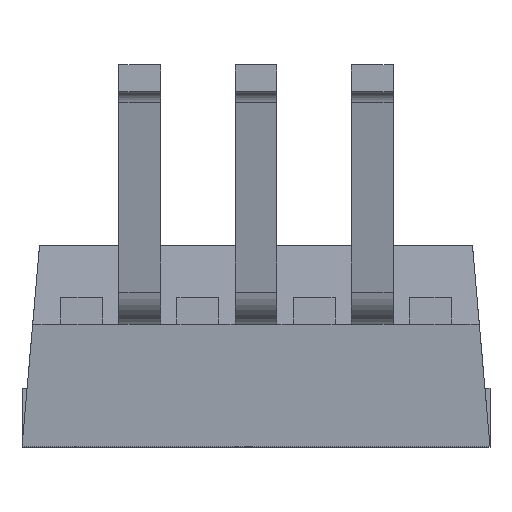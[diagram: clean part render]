
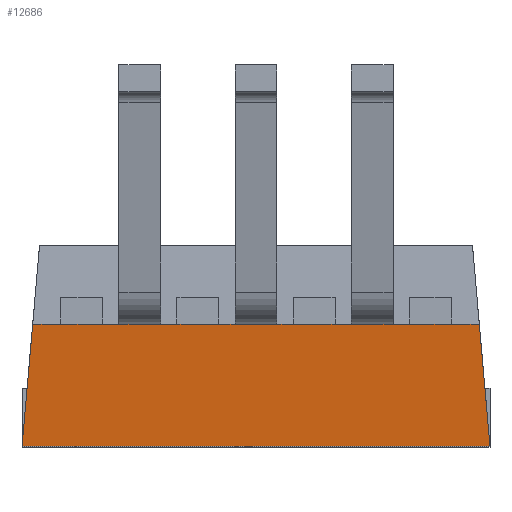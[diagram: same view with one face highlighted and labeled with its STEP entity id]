
A CAD part, front view. The second image highlights one B-rep face of the part: STEP entity #12686.
In plain terms, the highlighted planar face has unit normal (0, -0.996, -0.087).
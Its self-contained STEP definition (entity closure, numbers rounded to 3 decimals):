
#1321 = VECTOR ( 'NONE', #26913, 1000. ) ;
#1367 = EDGE_CURVE ( 'NONE', #8096, #11122, #14655, .T. ) ;
#1598 = CARTESIAN_POINT ( 'NONE',  ( 5.537, 1., -0.292 ) ) ;
#1601 = DIRECTION ( 'NONE',  ( 1., 0., 0. ) ) ;
#1664 = DIRECTION ( 'NONE',  ( 1., 0., 0. ) ) ;
#2342 = LINE ( 'NONE', #14629, #35948 ) ;
#2349 = FACE_OUTER_BOUND ( 'NONE', #31306, .T. ) ;
#2913 = CARTESIAN_POINT ( 'NONE',  ( -1.302, 1., -0.292 ) ) ;
#3030 = LINE ( 'NONE', #12485, #14606 ) ;
#3042 = ORIENTED_EDGE ( 'NONE', *, *, #14866, .F. ) ;
#3068 = EDGE_CURVE ( 'NONE', #29192, #6612, #35861, .T. ) ;
#3290 = CARTESIAN_POINT ( 'NONE',  ( -1.302, 1., -0.292 ) ) ;
#3619 = VERTEX_POINT ( 'NONE', #8899 ) ;
#3937 = EDGE_CURVE ( 'NONE', #36860, #8096, #7220, .T. ) ;
#3997 = CARTESIAN_POINT ( 'NONE',  ( -1.302, 1., -0.292 ) ) ;
#4288 = CARTESIAN_POINT ( 'NONE',  ( -1.3, 1.232, -2.939 ) ) ;
#5209 = DIRECTION ( 'NONE',  ( 1., 0., 0. ) ) ;
#5434 = CARTESIAN_POINT ( 'NONE',  ( -1.302, 1., -0.292 ) ) ;
#5949 = ORIENTED_EDGE ( 'NONE', *, *, #22301, .T. ) ;
#6588 = CARTESIAN_POINT ( 'NONE',  ( 8.922, 1.233, -2.959 ) ) ;
#6612 = VERTEX_POINT ( 'NONE', #29914 ) ;
#6632 = DIRECTION ( 'NONE',  ( 1., 0., 0. ) ) ;
#6790 = DIRECTION ( 'NONE',  ( 1., 0., 0. ) ) ;
#7165 = EDGE_CURVE ( 'NONE', #20882, #29192, #8842, .T. ) ;
#7220 = LINE ( 'NONE', #33971, #10313 ) ;
#7941 = ORIENTED_EDGE ( 'NONE', *, *, #3937, .F. ) ;
#7967 = ORIENTED_EDGE ( 'NONE', *, *, #36837, .F. ) ;
#8072 = LINE ( 'NONE', #29216, #25107 ) ;
#8096 = VERTEX_POINT ( 'NONE', #1598 ) ;
#8164 = LINE ( 'NONE', #20507, #8874 ) ;
#8352 = CARTESIAN_POINT ( 'NONE',  ( -1.302, 1., -0.292 ) ) ;
#8384 = LINE ( 'NONE', #33100, #12317 ) ;
#8448 = VERTEX_POINT ( 'NONE', #13608 ) ;
#8477 = LINE ( 'NONE', #39260, #15622 ) ;
#8486 = VERTEX_POINT ( 'NONE', #34692 ) ;
#8761 = CARTESIAN_POINT ( 'NONE',  ( 4.267, 1., -0.292 ) ) ;
#8842 = LINE ( 'NONE', #21390, #31757 ) ;
#8874 = VECTOR ( 'NONE', #5209, 1000. ) ;
#8899 = CARTESIAN_POINT ( 'NONE',  ( 6.807, 1., -0.292 ) ) ;
#8970 = CARTESIAN_POINT ( 'NONE',  ( 3.353, 1., -0.292 ) ) ;
#9022 = EDGE_CURVE ( 'NONE', #20981, #30887, #36984, .T. ) ;
#9114 = CARTESIAN_POINT ( 'NONE',  ( -0.457, 1., -0.292 ) ) ;
#9378 = PLANE ( 'NONE',  #23383 ) ;
#9456 = CARTESIAN_POINT ( 'NONE',  ( 8.92, 1.232, -2.939 ) ) ;
#9732 = ORIENTED_EDGE ( 'NONE', *, *, #14546, .F. ) ;
#10111 = LINE ( 'NONE', #4288, #29909 ) ;
#10162 = DIRECTION ( 'NONE',  ( 0., -0.996, -0.087 ) ) ;
#10241 = DIRECTION ( 'NONE',  ( -0.087, -0.087, 0.992 ) ) ;
#10305 = DIRECTION ( 'NONE',  ( -0.087, 0.087, -0.992 ) ) ;
#10313 = VECTOR ( 'NONE', #6632, 1000. ) ;
#10469 = VERTEX_POINT ( 'NONE', #14179 ) ;
#10526 = CARTESIAN_POINT ( 'NONE',  ( -1.302, 1., -0.292 ) ) ;
#10730 = CARTESIAN_POINT ( 'NONE',  ( 4.623, 1., -0.292 ) ) ;
#11122 = VERTEX_POINT ( 'NONE', #38221 ) ;
#11225 = EDGE_CURVE ( 'NONE', #8486, #18071, #13616, .T. ) ;
#11597 = DIRECTION ( 'NONE',  ( 1., 0., 0. ) ) ;
#11689 = DIRECTION ( 'NONE',  ( 1., 0., 0. ) ) ;
#12194 = EDGE_CURVE ( 'NONE', #11122, #3619, #8477, .T. ) ;
#12317 = VECTOR ( 'NONE', #20716, 1000. ) ;
#12485 = CARTESIAN_POINT ( 'NONE',  ( -1.302, 1., -0.292 ) ) ;
#12686 = ADVANCED_FACE ( 'NONE', ( #2349 ), #9378, .T. ) ;
#13088 = ORIENTED_EDGE ( 'NONE', *, *, #3068, .F. ) ;
#13323 = CARTESIAN_POINT ( 'NONE',  ( 7.163, 1., -0.292 ) ) ;
#13443 = ORIENTED_EDGE ( 'NONE', *, *, #36704, .F. ) ;
#13608 = CARTESIAN_POINT ( 'NONE',  ( 8.077, 1., -0.292 ) ) ;
#13616 = LINE ( 'NONE', #3997, #31539 ) ;
#14179 = CARTESIAN_POINT ( 'NONE',  ( 2.997, 1., -0.292 ) ) ;
#14374 = LINE ( 'NONE', #17366, #37381 ) ;
#14481 = VERTEX_POINT ( 'NONE', #21354 ) ;
#14546 = EDGE_CURVE ( 'NONE', #23014, #8448, #15825, .T. ) ;
#14606 = VECTOR ( 'NONE', #29999, 1000. ) ;
#14629 = CARTESIAN_POINT ( 'NONE',  ( -1.302, 1.233, -2.959 ) ) ;
#14655 = LINE ( 'NONE', #5434, #24793 ) ;
#14832 = EDGE_CURVE ( 'NONE', #25693, #20981, #2342, .T. ) ;
#14866 = EDGE_CURVE ( 'NONE', #14481, #20882, #26730, .T. ) ;
#15433 = ORIENTED_EDGE ( 'NONE', *, *, #14832, .T. ) ;
#15622 = VECTOR ( 'NONE', #11689, 1000. ) ;
#15825 = LINE ( 'NONE', #16236, #32099 ) ;
#16236 = CARTESIAN_POINT ( 'NONE',  ( -1.302, 1., -0.292 ) ) ;
#16548 = ORIENTED_EDGE ( 'NONE', *, *, #16684, .F. ) ;
#16684 = EDGE_CURVE ( 'NONE', #8448, #30887, #8164, .T. ) ;
#17366 = CARTESIAN_POINT ( 'NONE',  ( -1.302, 1., -0.292 ) ) ;
#18071 = VERTEX_POINT ( 'NONE', #9114 ) ;
#18193 = EDGE_CURVE ( 'NONE', #10469, #18733, #8072, .T. ) ;
#18679 = EDGE_CURVE ( 'NONE', #18071, #14481, #8384, .T. ) ;
#18733 = VERTEX_POINT ( 'NONE', #8970 ) ;
#19011 = ORIENTED_EDGE ( 'NONE', *, *, #1367, .F. ) ;
#19712 = ORIENTED_EDGE ( 'NONE', *, *, #36117, .F. ) ;
#19960 = ORIENTED_EDGE ( 'NONE', *, *, #18193, .F. ) ;
#20393 = CARTESIAN_POINT ( 'NONE',  ( 0.813, 1., -0.292 ) ) ;
#20507 = CARTESIAN_POINT ( 'NONE',  ( -1.302, 1., -0.292 ) ) ;
#20682 = DIRECTION ( 'NONE',  ( 1., 0., 0. ) ) ;
#20716 = DIRECTION ( 'NONE',  ( 1., 0., 0. ) ) ;
#20882 = VERTEX_POINT ( 'NONE', #20393 ) ;
#20981 = VERTEX_POINT ( 'NONE', #6588 ) ;
#21014 = CARTESIAN_POINT ( 'NONE',  ( 1.727, 1., -0.292 ) ) ;
#21354 = CARTESIAN_POINT ( 'NONE',  ( 0.457, 1., -0.292 ) ) ;
#21390 = CARTESIAN_POINT ( 'NONE',  ( -1.302, 1., -0.292 ) ) ;
#22301 = EDGE_CURVE ( 'NONE', #8486, #25693, #10111, .T. ) ;
#23014 = VERTEX_POINT ( 'NONE', #13323 ) ;
#23207 = EDGE_CURVE ( 'NONE', #38923, #36860, #3030, .T. ) ;
#23383 = AXIS2_PLACEMENT_3D ( 'NONE', #37301, #10162, #34284 ) ;
#23432 = DIRECTION ( 'NONE',  ( 1., 0., 0. ) ) ;
#23535 = ORIENTED_EDGE ( 'NONE', *, *, #9022, .T. ) ;
#24793 = VECTOR ( 'NONE', #1601, 1000. ) ;
#25051 = ORIENTED_EDGE ( 'NONE', *, *, #12194, .F. ) ;
#25107 = VECTOR ( 'NONE', #1664, 1000. ) ;
#25693 = VERTEX_POINT ( 'NONE', #29270 ) ;
#26730 = LINE ( 'NONE', #3290, #1321 ) ;
#26885 = DIRECTION ( 'NONE',  ( 1., 0., 0. ) ) ;
#26913 = DIRECTION ( 'NONE',  ( 1., 0., 0. ) ) ;
#27578 = VECTOR ( 'NONE', #20682, 1000. ) ;
#28110 = ORIENTED_EDGE ( 'NONE', *, *, #11225, .F. ) ;
#29192 = VERTEX_POINT ( 'NONE', #21014 ) ;
#29216 = CARTESIAN_POINT ( 'NONE',  ( -1.302, 1., -0.292 ) ) ;
#29270 = CARTESIAN_POINT ( 'NONE',  ( -1.302, 1.233, -2.959 ) ) ;
#29630 = VECTOR ( 'NONE', #23432, 1000. ) ;
#29909 = VECTOR ( 'NONE', #10305, 1000. ) ;
#29914 = CARTESIAN_POINT ( 'NONE',  ( 2.083, 1., -0.292 ) ) ;
#29999 = DIRECTION ( 'NONE',  ( 1., 0., 0. ) ) ;
#30270 = LINE ( 'NONE', #2913, #33529 ) ;
#30887 = VERTEX_POINT ( 'NONE', #35675 ) ;
#31167 = ORIENTED_EDGE ( 'NONE', *, *, #7165, .F. ) ;
#31306 = EDGE_LOOP ( 'NONE', ( #28110, #5949, #15433, #23535, #16548, #9732, #7967, #25051, #19011, #7941, #38314, #13443, #19960, #19712, #13088, #31167, #3042, #34056 ) ) ;
#31539 = VECTOR ( 'NONE', #34703, 1000. ) ;
#31757 = VECTOR ( 'NONE', #33584, 1000. ) ;
#32099 = VECTOR ( 'NONE', #6790, 1000. ) ;
#32621 = DIRECTION ( 'NONE',  ( 1., 0., 0. ) ) ;
#33100 = CARTESIAN_POINT ( 'NONE',  ( -1.302, 1., -0.292 ) ) ;
#33529 = VECTOR ( 'NONE', #26885, 1000. ) ;
#33584 = DIRECTION ( 'NONE',  ( 1., 0., 0. ) ) ;
#33971 = CARTESIAN_POINT ( 'NONE',  ( -1.302, 1., -0.292 ) ) ;
#34056 = ORIENTED_EDGE ( 'NONE', *, *, #18679, .F. ) ;
#34284 = DIRECTION ( 'NONE',  ( 0., 0.087, -0.996 ) ) ;
#34692 = CARTESIAN_POINT ( 'NONE',  ( -1.068, 1., -0.292 ) ) ;
#34703 = DIRECTION ( 'NONE',  ( 1., 0., 0. ) ) ;
#35675 = CARTESIAN_POINT ( 'NONE',  ( 8.688, 1., -0.292 ) ) ;
#35861 = LINE ( 'NONE', #8352, #27578 ) ;
#35948 = VECTOR ( 'NONE', #11597, 1000. ) ;
#36117 = EDGE_CURVE ( 'NONE', #6612, #10469, #38671, .T. ) ;
#36704 = EDGE_CURVE ( 'NONE', #18733, #38923, #30270, .T. ) ;
#36837 = EDGE_CURVE ( 'NONE', #3619, #23014, #14374, .T. ) ;
#36860 = VERTEX_POINT ( 'NONE', #10730 ) ;
#36984 = LINE ( 'NONE', #9456, #38370 ) ;
#37301 = CARTESIAN_POINT ( 'NONE',  ( -1.302, 1., -0.292 ) ) ;
#37381 = VECTOR ( 'NONE', #32621, 1000. ) ;
#38221 = CARTESIAN_POINT ( 'NONE',  ( 5.893, 1., -0.292 ) ) ;
#38314 = ORIENTED_EDGE ( 'NONE', *, *, #23207, .F. ) ;
#38370 = VECTOR ( 'NONE', #10241, 1000. ) ;
#38671 = LINE ( 'NONE', #10526, #29630 ) ;
#38923 = VERTEX_POINT ( 'NONE', #8761 ) ;
#39260 = CARTESIAN_POINT ( 'NONE',  ( -1.302, 1., -0.292 ) ) ;
